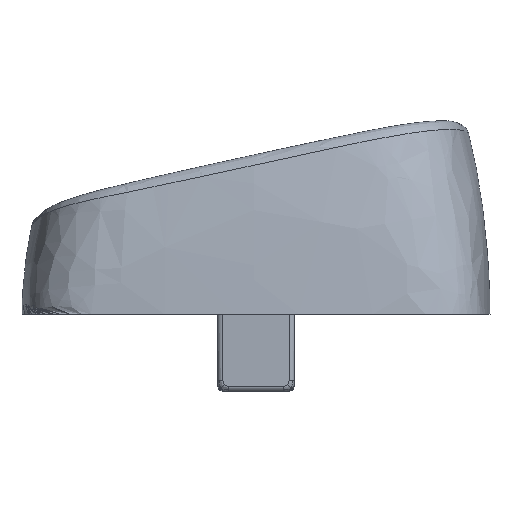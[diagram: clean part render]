
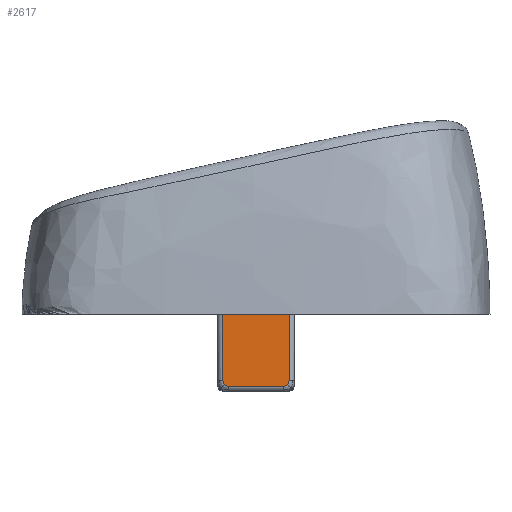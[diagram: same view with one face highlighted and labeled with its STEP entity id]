
A CAD part, left-side view. The second image highlights one B-rep face of the part: STEP entity #2617.
In plain terms, the highlighted planar face has unit normal (-1, 0, -0.009).
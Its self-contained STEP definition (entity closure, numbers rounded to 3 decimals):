
#24=PLANE('',#2866);
#69=LINE('',#7875,#117);
#71=LINE('',#7878,#119);
#73=LINE('',#7881,#121);
#78=LINE('',#7888,#126);
#117=VECTOR('',#3347,10.);
#119=VECTOR('',#3351,10.);
#121=VECTOR('',#3355,10.);
#126=VECTOR('',#3364,10.);
#276=FACE_OUTER_BOUND('',#415,.T.);
#415=EDGE_LOOP('',(#2122,#2123,#2124,#2125,#2126,#2127,#2128,#2129,#2130,
#2131,#2132,#2133));
#466=CIRCLE('',#2679,0.231);
#469=CIRCLE('',#2682,0.231);
#476=CIRCLE('',#2689,0.201);
#479=CIRCLE('',#2692,0.201);
#500=CIRCLE('',#2713,0.231);
#502=CIRCLE('',#2715,0.201);
#505=CIRCLE('',#2718,0.201);
#611=CIRCLE('',#2841,0.231);
#854=VERTEX_POINT('',#4230);
#855=VERTEX_POINT('',#4237);
#857=VERTEX_POINT('',#4283);
#866=VERTEX_POINT('',#4468);
#867=VERTEX_POINT('',#4475);
#869=VERTEX_POINT('',#4521);
#894=VERTEX_POINT('',#5036);
#895=VERTEX_POINT('',#5043);
#898=VERTEX_POINT('',#5090);
#899=VERTEX_POINT('',#5097);
#901=VERTEX_POINT('',#5143);
#1013=VERTEX_POINT('',#7616);
#1162=EDGE_CURVE('',#854,#855,#466,.T.);
#1166=EDGE_CURVE('',#857,#854,#469,.T.);
#1178=EDGE_CURVE('',#866,#867,#476,.T.);
#1182=EDGE_CURVE('',#869,#866,#479,.T.);
#1216=EDGE_CURVE('',#894,#895,#500,.T.);
#1220=EDGE_CURVE('',#898,#899,#502,.T.);
#1224=EDGE_CURVE('',#901,#898,#505,.T.);
#1405=EDGE_CURVE('',#1013,#894,#611,.T.);
#1432=EDGE_CURVE('',#867,#857,#69,.T.);
#1434=EDGE_CURVE('',#855,#1013,#71,.T.);
#1436=EDGE_CURVE('',#899,#869,#73,.T.);
#1441=EDGE_CURVE('',#895,#901,#78,.T.);
#2122=ORIENTED_EDGE('',*,*,#1166,.F.);
#2123=ORIENTED_EDGE('',*,*,#1432,.F.);
#2124=ORIENTED_EDGE('',*,*,#1178,.F.);
#2125=ORIENTED_EDGE('',*,*,#1182,.F.);
#2126=ORIENTED_EDGE('',*,*,#1436,.F.);
#2127=ORIENTED_EDGE('',*,*,#1220,.F.);
#2128=ORIENTED_EDGE('',*,*,#1224,.F.);
#2129=ORIENTED_EDGE('',*,*,#1441,.F.);
#2130=ORIENTED_EDGE('',*,*,#1216,.F.);
#2131=ORIENTED_EDGE('',*,*,#1405,.F.);
#2132=ORIENTED_EDGE('',*,*,#1434,.F.);
#2133=ORIENTED_EDGE('',*,*,#1162,.F.);
#2617=ADVANCED_FACE('',(#276),#24,.T.);
#2679=AXIS2_PLACEMENT_3D('',#4238,#2943,#2944);
#2682=AXIS2_PLACEMENT_3D('',#4285,#2949,#2950);
#2689=AXIS2_PLACEMENT_3D('',#4476,#2963,#2964);
#2692=AXIS2_PLACEMENT_3D('',#4523,#2969,#2970);
#2713=AXIS2_PLACEMENT_3D('',#5044,#3011,#3012);
#2715=AXIS2_PLACEMENT_3D('',#5098,#3015,#3016);
#2718=AXIS2_PLACEMENT_3D('',#5145,#3021,#3022);
#2841=AXIS2_PLACEMENT_3D('',#7618,#3291,#3292);
#2866=AXIS2_PLACEMENT_3D('',#7889,#3365,#3366);
#2943=DIRECTION('center_axis',(1.,0.,0.009));
#2944=DIRECTION('ref_axis',(-0.006,0.71,0.704));
#2949=DIRECTION('center_axis',(1.,0.,0.009));
#2950=DIRECTION('ref_axis',(-0.006,0.71,0.704));
#2963=DIRECTION('center_axis',(1.,0.,0.009));
#2964=DIRECTION('ref_axis',(0.006,0.704,-0.71));
#2969=DIRECTION('center_axis',(1.,0.,0.009));
#2970=DIRECTION('ref_axis',(0.006,0.704,-0.71));
#3011=DIRECTION('center_axis',(1.,0.,0.009));
#3012=DIRECTION('ref_axis',(-0.006,-0.71,0.704));
#3015=DIRECTION('center_axis',(1.,0.,0.009));
#3016=DIRECTION('ref_axis',(0.006,-0.704,-0.71));
#3021=DIRECTION('center_axis',(1.,0.,0.009));
#3022=DIRECTION('ref_axis',(0.006,-0.704,-0.71));
#3291=DIRECTION('center_axis',(1.,0.,0.009));
#3292=DIRECTION('ref_axis',(-0.006,-0.71,0.704));
#3347=DIRECTION('',(-0.009,0.009,1.));
#3351=DIRECTION('',(0.,-1.,0.));
#3355=DIRECTION('',(0.,1.,0.));
#3364=DIRECTION('',(0.009,0.009,-1.));
#3365=DIRECTION('center_axis',(-1.,0.,
-0.009));
#3366=DIRECTION('ref_axis',(0.,1.,0.));
#4230=CARTESIAN_POINT('',(-3.447,1.229,-0.316));
#4237=CARTESIAN_POINT('',(-3.448,1.065,-0.248));
#4238=CARTESIAN_POINT('Origin',(-3.446,1.065,-0.478));
#4283=CARTESIAN_POINT('',(-3.446,1.296,-0.48));
#4285=CARTESIAN_POINT('Origin',(-3.446,1.065,-0.478));
#4468=CARTESIAN_POINT('',(-3.419,1.211,-3.543));
#4475=CARTESIAN_POINT('',(-3.42,1.27,-3.402));
#4476=CARTESIAN_POINT('Origin',(-3.42,1.069,-3.401));
#4521=CARTESIAN_POINT('',(-3.419,1.069,-3.602));
#4523=CARTESIAN_POINT('Origin',(-3.42,1.069,-3.401));
#5036=CARTESIAN_POINT('',(-3.447,-1.229,-0.316));
#5043=CARTESIAN_POINT('',(-3.446,-1.296,-0.48));
#5044=CARTESIAN_POINT('Origin',(-3.446,-1.065,-0.478));
#5090=CARTESIAN_POINT('',(-3.419,-1.211,-3.543));
#5097=CARTESIAN_POINT('',(-3.419,-1.069,-3.602));
#5098=CARTESIAN_POINT('Origin',(-3.42,-1.069,-3.401));
#5143=CARTESIAN_POINT('',(-3.42,-1.27,-3.402));
#5145=CARTESIAN_POINT('Origin',(-3.42,-1.069,-3.401));
#7616=CARTESIAN_POINT('',(-3.448,-1.065,-0.248));
#7618=CARTESIAN_POINT('Origin',(-3.446,-1.065,-0.478));
#7875=CARTESIAN_POINT('',(-3.45,1.3,-0.003));
#7878=CARTESIAN_POINT('',(-3.448,0.75,-0.248));
#7881=CARTESIAN_POINT('',(-3.419,0.75,-3.602));
#7888=CARTESIAN_POINT('',(-3.45,-1.3,-0.011));
#7889=CARTESIAN_POINT('Origin',(-3.45,1.5,0.));
